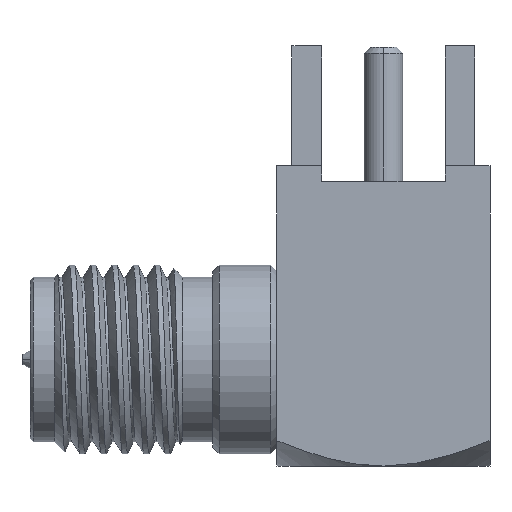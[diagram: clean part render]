
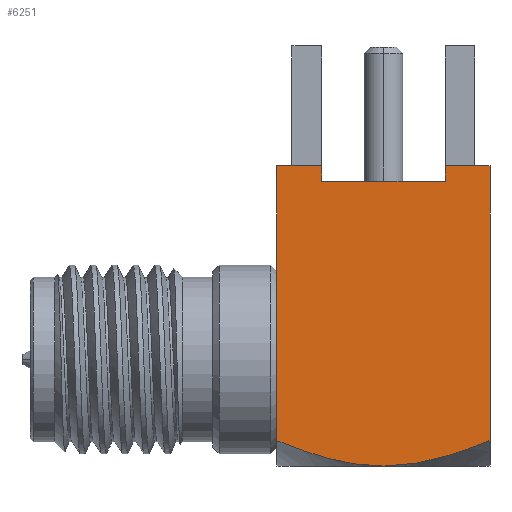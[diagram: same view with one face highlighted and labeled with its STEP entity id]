
A CAD part, front view. The second image highlights one B-rep face of the part: STEP entity #6251.
In plain terms, the highlighted planar face has unit normal (0, -1, 0).
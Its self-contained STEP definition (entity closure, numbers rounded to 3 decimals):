
#149=DIRECTION('',(0.,0.,1.));
#150=VECTOR('',#149,9.023);
#151=CARTESIAN_POINT('',(3.5,-3.5,0.837));
#152=LINE('',#151,#150);
#203=DIRECTION('',(0.,0.,1.));
#204=VECTOR('',#203,9.023);
#205=CARTESIAN_POINT('',(-3.5,-3.5,0.837));
#206=LINE('',#205,#204);
#207=DIRECTION('',(1.,0.,0.));
#208=VECTOR('',#207,1.47);
#209=CARTESIAN_POINT('',(-3.5,-3.5,9.86));
#210=LINE('',#209,#208);
#211=DIRECTION('',(0.,0.,-1.));
#212=VECTOR('',#211,0.5);
#213=CARTESIAN_POINT('',(-2.03,-3.5,9.86));
#214=LINE('',#213,#212);
#215=DIRECTION('',(1.,0.,0.));
#216=VECTOR('',#215,4.06);
#217=CARTESIAN_POINT('',(-2.03,-3.5,9.36));
#218=LINE('',#217,#216);
#219=DIRECTION('',(0.,0.,-1.));
#220=VECTOR('',#219,0.5);
#221=CARTESIAN_POINT('',(2.03,-3.5,9.86));
#222=LINE('',#221,#220);
#223=DIRECTION('',(1.,0.,0.));
#224=VECTOR('',#223,1.47);
#225=CARTESIAN_POINT('',(2.03,-3.5,9.86));
#226=LINE('',#225,#224);
#227=CARTESIAN_POINT('',(0.,-3.5,0.));
#228=CARTESIAN_POINT('',(0.1,-3.5,0.));
#229=CARTESIAN_POINT('',(0.299,-3.5,0.005));
#230=CARTESIAN_POINT('',(0.597,-3.5,0.027));
#231=CARTESIAN_POINT('',(0.894,-3.5,0.063));
#232=CARTESIAN_POINT('',(1.19,-3.5,0.112));
#233=CARTESIAN_POINT('',(1.487,-3.5,0.173));
#234=CARTESIAN_POINT('',(1.788,-3.5,0.247));
#235=CARTESIAN_POINT('',(2.095,-3.5,0.333));
#236=CARTESIAN_POINT('',(2.413,-3.5,0.432));
#237=CARTESIAN_POINT('',(2.748,-3.5,0.547));
#238=CARTESIAN_POINT('',(3.105,-3.5,0.679));
#239=CARTESIAN_POINT('',(3.365,-3.5,0.782));
#240=CARTESIAN_POINT('',(3.5,-3.5,0.837));
#242=CARTESIAN_POINT('',(-3.5,-3.5,0.837));
#243=CARTESIAN_POINT('',(-3.362,-3.5,0.781));
#244=CARTESIAN_POINT('',(-3.096,-3.5,0.675));
#245=CARTESIAN_POINT('',(-2.733,-3.5,0.541));
#246=CARTESIAN_POINT('',(-2.395,-3.5,0.426));
#247=CARTESIAN_POINT('',(-2.075,-3.5,0.327));
#248=CARTESIAN_POINT('',(-1.768,-3.5,0.241));
#249=CARTESIAN_POINT('',(-1.468,-3.5,0.169));
#250=CARTESIAN_POINT('',(-1.173,-3.5,0.108));
#251=CARTESIAN_POINT('',(-0.88,-3.5,0.061));
#252=CARTESIAN_POINT('',(-0.587,-3.5,0.026));
#253=CARTESIAN_POINT('',(-0.294,-3.5,0.005));
#254=CARTESIAN_POINT('',(-0.098,-3.5,0.));
#255=CARTESIAN_POINT('',(0.,-3.5,0.));
#5200=CARTESIAN_POINT('',(-2.03,-3.5,9.36));
#5201=CARTESIAN_POINT('',(2.03,-3.5,9.36));
#5202=VERTEX_POINT('',#5200);
#5203=VERTEX_POINT('',#5201);
#5257=CARTESIAN_POINT('',(-3.5,-3.5,9.86));
#5259=VERTEX_POINT('',#5257);
#5260=CARTESIAN_POINT('',(-2.03,-3.5,9.86));
#5261=VERTEX_POINT('',#5260);
#5262=CARTESIAN_POINT('',(2.03,-3.5,9.86));
#5263=CARTESIAN_POINT('',(3.5,-3.5,9.86));
#5264=VERTEX_POINT('',#5262);
#5265=VERTEX_POINT('',#5263);
#5302=CARTESIAN_POINT('',(-3.5,-3.5,0.837));
#5303=VERTEX_POINT('',#5302);
#5304=CARTESIAN_POINT('',(3.5,-3.5,0.837));
#5305=VERTEX_POINT('',#5304);
#5313=CARTESIAN_POINT('',(0.,-3.5,0.));
#5315=VERTEX_POINT('',#5313);
#6229=CARTESIAN_POINT('',(-3.5,-3.5,0.));
#6230=DIRECTION('',(0.,-1.,0.));
#6231=DIRECTION('',(1.,0.,0.));
#6232=AXIS2_PLACEMENT_3D('',#6229,#6230,#6231);
#6233=PLANE('',#6232);
#6234=ORIENTED_EDGE('',*,*,#6143,.T.);
#6236=ORIENTED_EDGE('',*,*,#6235,.T.);
#6238=ORIENTED_EDGE('',*,*,#6237,.T.);
#6240=ORIENTED_EDGE('',*,*,#6239,.T.);
#6242=ORIENTED_EDGE('',*,*,#6241,.F.);
#6244=ORIENTED_EDGE('',*,*,#6243,.T.);
#6245=ORIENTED_EDGE('',*,*,#6210,.F.);
#6247=ORIENTED_EDGE('',*,*,#6246,.F.);
#6248=ORIENTED_EDGE('',*,*,#6121,.F.);
#6249=EDGE_LOOP('',(#6234,#6236,#6238,#6240,#6242,#6244,#6245,#6247,#6248));
#6250=FACE_OUTER_BOUND('',#6249,.F.);
#6251=ADVANCED_FACE('',(#6250),#6233,.T.);
#241=B_SPLINE_CURVE_WITH_KNOTS('',3,(#227,#228,#229,#230,#231,#232,#233,#234,
#235,#236,#237,#238,#239,#240),.UNSPECIFIED.,.F.,.F.,(4,1,1,1,1,1,1,1,1,1,1,4),(
0.,0.091,0.182,0.273,0.364,
0.455,0.545,0.636,0.727,
0.818,0.909,1.),.UNSPECIFIED.);
#256=B_SPLINE_CURVE_WITH_KNOTS('',3,(#242,#243,#244,#245,#246,#247,#248,#249,
#250,#251,#252,#253,#254,#255),.UNSPECIFIED.,.F.,.F.,(4,1,1,1,1,1,1,1,1,1,1,4),(
0.,0.091,0.182,0.273,0.364,
0.455,0.545,0.636,0.727,
0.818,0.909,1.),.UNSPECIFIED.);
#6121=EDGE_CURVE('',#5303,#5315,#256,.T.);
#6143=EDGE_CURVE('',#5303,#5259,#206,.T.);
#6210=EDGE_CURVE('',#5305,#5265,#152,.T.);
#6235=EDGE_CURVE('',#5259,#5261,#210,.T.);
#6237=EDGE_CURVE('',#5261,#5202,#214,.T.);
#6239=EDGE_CURVE('',#5202,#5203,#218,.T.);
#6241=EDGE_CURVE('',#5264,#5203,#222,.T.);
#6243=EDGE_CURVE('',#5264,#5265,#226,.T.);
#6246=EDGE_CURVE('',#5315,#5305,#241,.T.);
